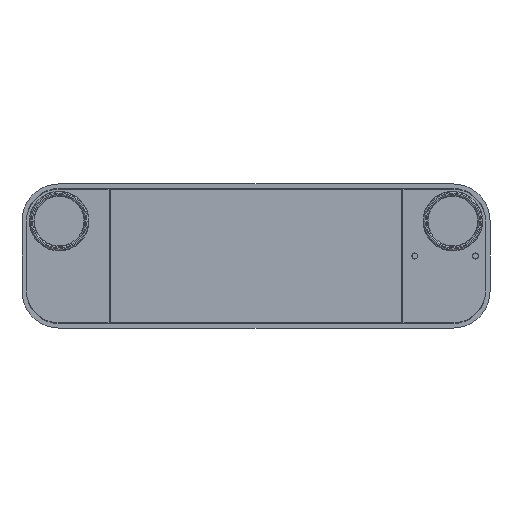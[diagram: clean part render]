
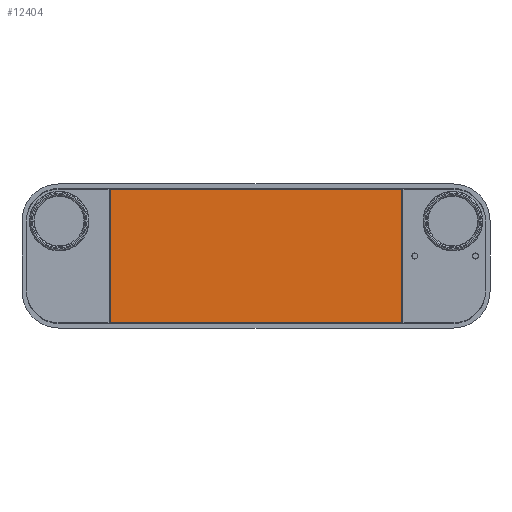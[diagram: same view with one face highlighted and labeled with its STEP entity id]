
A CAD part, front view. The second image highlights one B-rep face of the part: STEP entity #12404.
In plain terms, the highlighted planar face has unit normal (0, -1, 0).
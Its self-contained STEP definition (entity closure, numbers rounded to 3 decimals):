
#11486=DIRECTION('',(0.,0.,1.));
#11487=VECTOR('',#11486,176.561);
#11488=CARTESIAN_POINT('',(-192.414,0.8,-88.281));
#11489=LINE('',#11488,#11487);
#11490=DIRECTION('',(0.,0.,-1.));
#11491=VECTOR('',#11490,176.561);
#11492=CARTESIAN_POINT('',(192.414,0.8,88.281));
#11493=LINE('',#11492,#11491);
#11513=DIRECTION('',(-1.,0.,0.));
#11514=VECTOR('',#11513,384.829);
#11515=CARTESIAN_POINT('',(192.414,0.8,88.281));
#11516=LINE('',#11515,#11514);
#11782=DIRECTION('',(1.,0.,0.));
#11783=VECTOR('',#11782,384.829);
#11784=CARTESIAN_POINT('',(-192.414,0.8,-88.281));
#11785=LINE('',#11784,#11783);
#11988=CARTESIAN_POINT('',(-192.414,0.8,-88.281));
#11989=CARTESIAN_POINT('',(-192.414,0.8,88.281));
#11990=VERTEX_POINT('',#11988);
#11991=VERTEX_POINT('',#11989);
#11996=CARTESIAN_POINT('',(192.414,0.8,88.281));
#11997=VERTEX_POINT('',#11996);
#11998=CARTESIAN_POINT('',(192.414,0.8,-88.281));
#11999=VERTEX_POINT('',#11998);
#12390=CARTESIAN_POINT('',(0.,0.8,0.));
#12391=DIRECTION('',(0.,-1.,0.));
#12392=DIRECTION('',(1.,0.,0.));
#12393=AXIS2_PLACEMENT_3D('',#12390,#12391,#12392);
#12394=PLANE('',#12393);
#12395=ORIENTED_EDGE('',*,*,#12380,.T.);
#12397=ORIENTED_EDGE('',*,*,#12396,.F.);
#12399=ORIENTED_EDGE('',*,*,#12398,.T.);
#12401=ORIENTED_EDGE('',*,*,#12400,.F.);
#12402=EDGE_LOOP('',(#12395,#12397,#12399,#12401));
#12403=FACE_OUTER_BOUND('',#12402,.F.);
#12404=ADVANCED_FACE('',(#12403),#12394,.T.);
#12380=EDGE_CURVE('',#11990,#11991,#11489,.T.);
#12396=EDGE_CURVE('',#11997,#11991,#11516,.T.);
#12398=EDGE_CURVE('',#11997,#11999,#11493,.T.);
#12400=EDGE_CURVE('',#11990,#11999,#11785,.T.);
